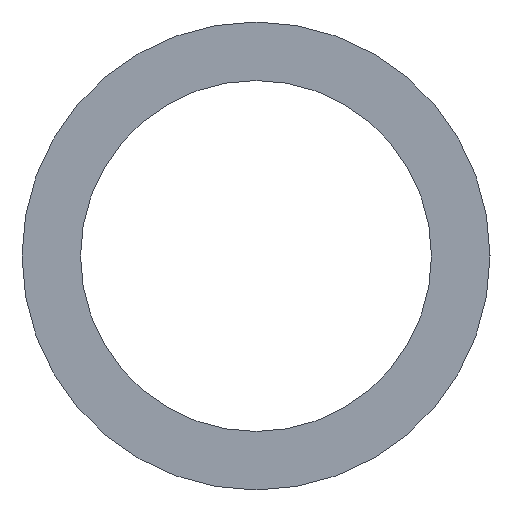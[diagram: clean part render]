
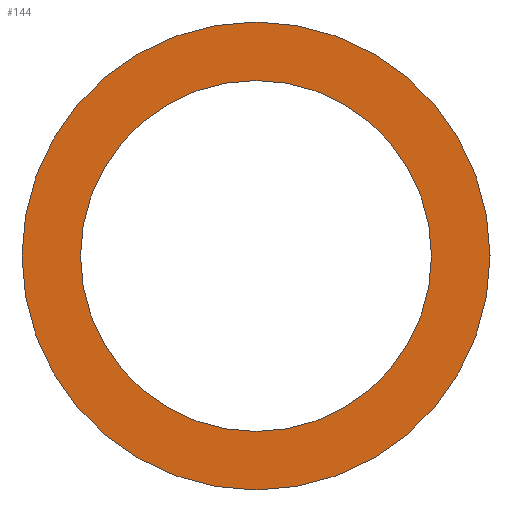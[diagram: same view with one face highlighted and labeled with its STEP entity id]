
A CAD part, left-side view. The second image highlights one B-rep face of the part: STEP entity #144.
In plain terms, the highlighted planar face has unit normal (-1, 0, 0).
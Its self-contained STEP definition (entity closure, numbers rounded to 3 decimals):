
#2 = EDGE_LOOP ( 'NONE', ( #80, #192 ) ) ;
#4 = DIRECTION ( 'NONE',  ( 1., 0., 0. ) ) ;
#6 = CARTESIAN_POINT ( 'NONE',  ( 0., 0., -4. ) ) ;
#14 = AXIS2_PLACEMENT_3D ( 'NONE', #107, #198, #197 ) ;
#18 = EDGE_LOOP ( 'NONE', ( #159, #19 ) ) ;
#19 = ORIENTED_EDGE ( 'NONE', *, *, #30, .F. ) ;
#20 = CIRCLE ( 'NONE', #149, 4. ) ;
#22 = DIRECTION ( 'NONE',  ( 1., 0., 0. ) ) ;
#25 = CARTESIAN_POINT ( 'NONE',  ( 0., 0., 4. ) ) ;
#27 = DIRECTION ( 'NONE',  ( 0., 0., -1. ) ) ;
#30 = EDGE_CURVE ( 'NONE', #143, #152, #20, .T. ) ;
#38 = AXIS2_PLACEMENT_3D ( 'NONE', #39, #61, #73 ) ;
#39 = CARTESIAN_POINT ( 'NONE',  ( 0., 0., 0. ) ) ;
#44 = AXIS2_PLACEMENT_3D ( 'NONE', #56, #4, #86 ) ;
#56 = CARTESIAN_POINT ( 'NONE',  ( 0., 0., 0. ) ) ;
#61 = DIRECTION ( 'NONE',  ( 1., 0., 0. ) ) ;
#62 = VERTEX_POINT ( 'NONE', #140 ) ;
#66 = DIRECTION ( 'NONE',  ( 0., 0., -1. ) ) ;
#73 = DIRECTION ( 'NONE',  ( 0., 0., -1. ) ) ;
#79 = AXIS2_PLACEMENT_3D ( 'NONE', #111, #160, #27 ) ;
#80 = ORIENTED_EDGE ( 'NONE', *, *, #187, .T. ) ;
#84 = CIRCLE ( 'NONE', #14, 3. ) ;
#86 = DIRECTION ( 'NONE',  ( 0., 0., -1. ) ) ;
#88 = FACE_BOUND ( 'NONE', #2, .T. ) ;
#100 = CARTESIAN_POINT ( 'NONE',  ( 0., 0., 0. ) ) ;
#106 = EDGE_CURVE ( 'NONE', #166, #62, #183, .T. ) ;
#107 = CARTESIAN_POINT ( 'NONE',  ( 0., 0., 0. ) ) ;
#111 = CARTESIAN_POINT ( 'NONE',  ( 0., 0., 0. ) ) ;
#112 = FACE_OUTER_BOUND ( 'NONE', #18, .T. ) ;
#140 = CARTESIAN_POINT ( 'NONE',  ( 0., 0., 3. ) ) ;
#143 = VERTEX_POINT ( 'NONE', #6 ) ;
#144 = ADVANCED_FACE ( 'NONE', ( #112, #88 ), #194, .F. ) ;
#149 = AXIS2_PLACEMENT_3D ( 'NONE', #100, #22, #66 ) ;
#152 = VERTEX_POINT ( 'NONE', #25 ) ;
#159 = ORIENTED_EDGE ( 'NONE', *, *, #178, .F. ) ;
#160 = DIRECTION ( 'NONE',  ( 1., 0., 0. ) ) ;
#166 = VERTEX_POINT ( 'NONE', #168 ) ;
#168 = CARTESIAN_POINT ( 'NONE',  ( 0., 0., -3. ) ) ;
#174 = CIRCLE ( 'NONE', #38, 4. ) ;
#178 = EDGE_CURVE ( 'NONE', #152, #143, #174, .T. ) ;
#183 = CIRCLE ( 'NONE', #79, 3. ) ;
#187 = EDGE_CURVE ( 'NONE', #62, #166, #84, .T. ) ;
#192 = ORIENTED_EDGE ( 'NONE', *, *, #106, .T. ) ;
#194 = PLANE ( 'NONE',  #44 ) ;
#197 = DIRECTION ( 'NONE',  ( 0., 0., -1. ) ) ;
#198 = DIRECTION ( 'NONE',  ( 1., 0., 0. ) ) ;
